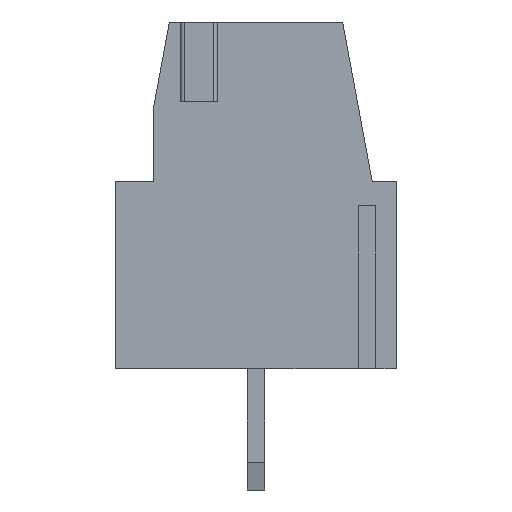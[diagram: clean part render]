
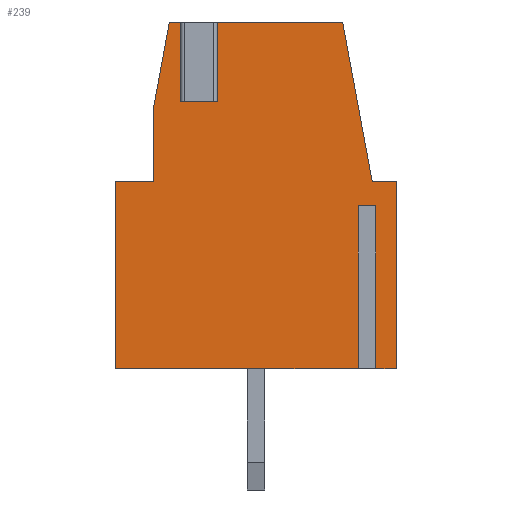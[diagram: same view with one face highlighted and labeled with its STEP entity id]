
A CAD part, front view. The second image highlights one B-rep face of the part: STEP entity #239.
In plain terms, the highlighted planar face has unit normal (0, -1, 0).
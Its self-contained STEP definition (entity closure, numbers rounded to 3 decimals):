
#239=ADVANCED_FACE('',(#625),#626,.F.);
#625=FACE_OUTER_BOUND('',#1159,.T.);
#626=PLANE('',#1160);
#1159=EDGE_LOOP('',(#1776,#1777,#1778,#1779,#1780,#1781,#1782,#1783,#1784,#1785,#1786,#1787,#1788,#1789,#1790,#1791,#1792));
#1160=AXIS2_PLACEMENT_3D('',#1793,#1794,#1795);
#1776=ORIENTED_EDGE('',*,*,#3387,.T.);
#1777=ORIENTED_EDGE('',*,*,#3389,.T.);
#1778=ORIENTED_EDGE('',*,*,#3390,.T.);
#1779=ORIENTED_EDGE('',*,*,#3391,.F.);
#1780=ORIENTED_EDGE('',*,*,#3392,.F.);
#1781=ORIENTED_EDGE('',*,*,#3367,.F.);
#1782=ORIENTED_EDGE('',*,*,#3393,.T.);
#1783=ORIENTED_EDGE('',*,*,#3394,.F.);
#1784=ORIENTED_EDGE('',*,*,#3395,.F.);
#1785=ORIENTED_EDGE('',*,*,#3396,.F.);
#1786=ORIENTED_EDGE('',*,*,#3379,.F.);
#1787=ORIENTED_EDGE('',*,*,#3324,.T.);
#1788=ORIENTED_EDGE('',*,*,#3397,.F.);
#1789=ORIENTED_EDGE('',*,*,#3398,.F.);
#1790=ORIENTED_EDGE('',*,*,#3399,.T.);
#1791=ORIENTED_EDGE('',*,*,#3356,.F.);
#1792=ORIENTED_EDGE('',*,*,#3400,.F.);
#1793=CARTESIAN_POINT('',(-0.15,0.,0.));
#1794=DIRECTION('',(0.,1.0,0.));
#1795=DIRECTION('',(0.0,0.,-1.0));
#3324=EDGE_CURVE('',#4009,#4010,#4011,.T.);
#3356=EDGE_CURVE('',#4064,#4065,#4066,.T.);
#3367=EDGE_CURVE('',#4081,#4082,#4083,.T.);
#3379=EDGE_CURVE('',#4009,#4100,#4103,.T.);
#3387=EDGE_CURVE('',#4110,#4114,#4116,.T.);
#3389=EDGE_CURVE('',#4114,#4118,#4119,.T.);
#3390=EDGE_CURVE('',#4118,#4120,#4121,.T.);
#3391=EDGE_CURVE('',#4122,#4120,#4123,.T.);
#3392=EDGE_CURVE('',#4082,#4122,#4124,.T.);
#3393=EDGE_CURVE('',#4081,#4125,#4126,.T.);
#3394=EDGE_CURVE('',#4127,#4125,#4128,.T.);
#3395=EDGE_CURVE('',#4129,#4127,#4130,.T.);
#3396=EDGE_CURVE('',#4100,#4129,#4131,.T.);
#3397=EDGE_CURVE('',#4132,#4010,#4133,.T.);
#3398=EDGE_CURVE('',#4134,#4132,#4135,.T.);
#3399=EDGE_CURVE('',#4134,#4065,#4136,.T.);
#3400=EDGE_CURVE('',#4110,#4064,#4137,.T.);
#4009=VERTEX_POINT('',#5011);
#4010=VERTEX_POINT('',#5012);
#4011=LINE('',#5013,#5014);
#4064=VERTEX_POINT('',#5090);
#4065=VERTEX_POINT('',#5091);
#4066=LINE('',#5092,#5093);
#4081=VERTEX_POINT('',#5116);
#4082=VERTEX_POINT('',#5117);
#4083=LINE('',#5118,#5119);
#4100=VERTEX_POINT('',#5143);
#4103=LINE('',#5148,#5149);
#4110=VERTEX_POINT('',#5158);
#4114=VERTEX_POINT('',#5164);
#4116=LINE('',#5167,#5168);
#4118=VERTEX_POINT('',#5170);
#4119=LINE('',#5171,#5172);
#4120=VERTEX_POINT('',#5173);
#4121=LINE('',#5174,#5175);
#4122=VERTEX_POINT('',#5176);
#4123=LINE('',#5177,#5178);
#4124=LINE('',#5179,#5180);
#4125=VERTEX_POINT('',#5181);
#4126=LINE('',#5182,#5183);
#4127=VERTEX_POINT('',#5184);
#4128=LINE('',#5185,#5186);
#4129=VERTEX_POINT('',#5187);
#4130=LINE('',#5188,#5189);
#4131=LINE('',#5190,#5191);
#4132=VERTEX_POINT('',#5192);
#4133=LINE('',#5193,#5194);
#4134=VERTEX_POINT('',#5195);
#4135=LINE('',#5196,#5197);
#4136=LINE('',#5198,#5199);
#4137=LINE('',#5200,#5201);
#5011=CARTESIAN_POINT('',(-0.697,0.,5.4));
#5012=CARTESIAN_POINT('',(-1.55,0.,10.0));
#5013=CARTESIAN_POINT('',(-0.697,0.,5.4));
#5014=VECTOR('',#6431,1000.0);
#5090=CARTESIAN_POINT('',(-5.954,0.,10.0));
#5091=CARTESIAN_POINT('',(-5.954,0.,7.7));
#5092=CARTESIAN_POINT('',(-5.954,0.,10.0));
#5093=VECTOR('',#6458,1000.0);
#5116=CARTESIAN_POINT('',(-1.104,0.,4.7));
#5117=CARTESIAN_POINT('',(-1.104,0.0,0.));
#5118=CARTESIAN_POINT('',(-1.104,0.,4.7));
#5119=VECTOR('',#6467,1000.0);
#5143=CARTESIAN_POINT('',(0.,0.,5.4));
#5148=CARTESIAN_POINT('',(-0.697,0.,5.4));
#5149=VECTOR('',#6477,1000.0);
#5158=CARTESIAN_POINT('',(-6.55,0.,10.0));
#5164=CARTESIAN_POINT('',(-7.0,0.,7.572));
#5167=CARTESIAN_POINT('',(-6.55,0.,10.0));
#5168=VECTOR('',#6483,1000.0);
#5170=CARTESIAN_POINT('',(-7.0,0.,5.4));
#5171=CARTESIAN_POINT('',(-7.0,0.,7.572));
#5172=VECTOR('',#6484,1000.0);
#5173=CARTESIAN_POINT('',(-8.1,0.,5.4));
#5174=CARTESIAN_POINT('',(-7.0,0.,5.4));
#5175=VECTOR('',#6485,1000.0);
#5176=CARTESIAN_POINT('',(-8.1,0.0,0.));
#5177=CARTESIAN_POINT('',(-8.1,0.,0.));
#5178=VECTOR('',#6486,1000.0);
#5179=CARTESIAN_POINT('',(-1.104,0.0,0.));
#5180=VECTOR('',#6487,1000.0);
#5181=CARTESIAN_POINT('',(-0.596,0.,4.7));
#5182=CARTESIAN_POINT('',(-1.104,0.,4.7));
#5183=VECTOR('',#6488,1000.0);
#5184=CARTESIAN_POINT('',(-0.596,0.0,0.));
#5185=CARTESIAN_POINT('',(-0.596,0.,0.));
#5186=VECTOR('',#6489,1000.0);
#5187=CARTESIAN_POINT('',(0.0,0.0,0.));
#5188=CARTESIAN_POINT('',(0.0,0.0,0.));
#5189=VECTOR('',#6490,1000.0);
#5190=CARTESIAN_POINT('',(0.,0.,5.4));
#5191=VECTOR('',#6491,1000.0);
#5192=CARTESIAN_POINT('',(-5.446,0.,10.0));
#5193=CARTESIAN_POINT('',(-5.446,0.,10.0));
#5194=VECTOR('',#6492,1000.0);
#5195=CARTESIAN_POINT('',(-5.446,0.,7.7));
#5196=CARTESIAN_POINT('',(-5.446,0.,7.7));
#5197=VECTOR('',#6493,1000.0);
#5198=CARTESIAN_POINT('',(-5.446,0.,7.7));
#5199=VECTOR('',#6494,1000.0);
#5200=CARTESIAN_POINT('',(-6.55,0.,10.0));
#5201=VECTOR('',#6495,1000.0);
#6431=DIRECTION('',(-0.182,0.,0.983));
#6458=DIRECTION('',(0.,0.,-1.0));
#6467=DIRECTION('',(0.,0.,-1.0));
#6477=DIRECTION('',(1.0,0.,0.));
#6483=DIRECTION('',(-0.182,0.,-0.983));
#6484=DIRECTION('',(0.,0.,-1.0));
#6485=DIRECTION('',(-1.0,0.,0.));
#6486=DIRECTION('',(0.,0.,1.0));
#6487=DIRECTION('',(-1.0,0.,0.));
#6488=DIRECTION('',(1.0,0.,0.));
#6489=DIRECTION('',(0.,0.,1.0));
#6490=DIRECTION('',(-1.0,0.,0.));
#6491=DIRECTION('',(0.,0.,-1.0));
#6492=DIRECTION('',(1.0,0.,0.));
#6493=DIRECTION('',(0.,0.,1.0));
#6494=DIRECTION('',(-1.0,0.,0.));
#6495=DIRECTION('',(1.0,0.,0.));
